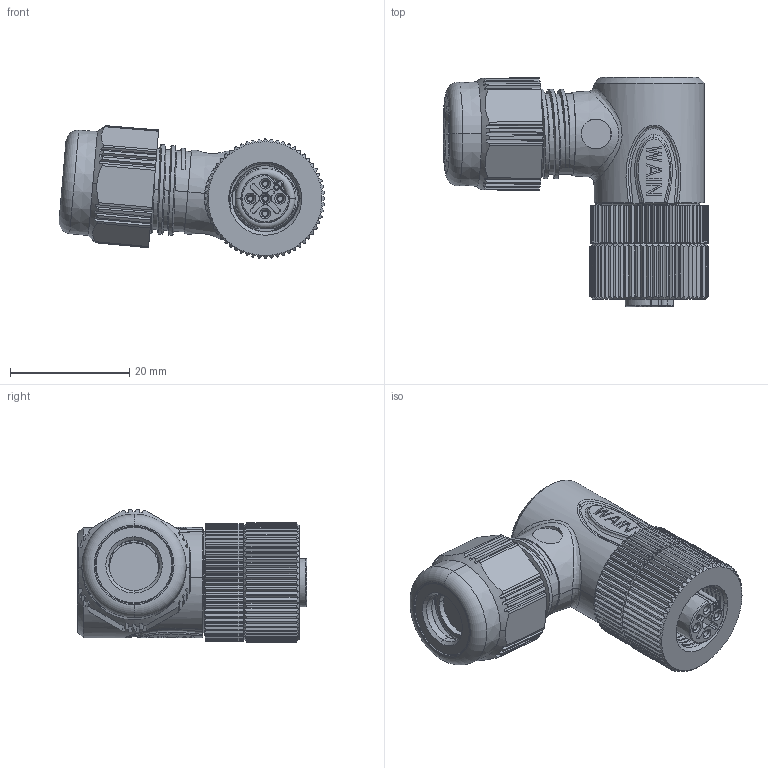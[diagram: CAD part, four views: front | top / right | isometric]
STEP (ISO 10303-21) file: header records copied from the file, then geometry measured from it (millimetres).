
FILE_DESCRIPTION((''),'2;1');
FILE_NAME('PRT0001','2021-01-05T',('zh.su'),(''),'PRO/ENGINEER BY PARAMETRIC TECHNOLOGY CORPORATION, 2012480','PRO/ENGINEER BY PARAMETRIC TECHNOLOGY CORPORATION, 2012480','');
FILE_SCHEMA(('CONFIG_CONTROL_DESIGN'));
Length unit declared in the file: millimetre
Products named in the file (1): PRT0001
Bounding box: 44.52 x 38.4 x 22.22 mm (x, y, z)
Volume: 15279.8 mm3; surface area: 6966.4 mm2
Topology: 1 solids, 1 shells, 1129 faces, 3032 edges, 1942 vertices
Faces by surface type: plane 463, cylinder 346, cone 238, bspline 43, torus 31, extrusion 6, sphere 2
Entity records: 45981 total; most frequent: CARTESIAN_POINT 19194, ORIENTED_EDGE 6060, DIRECTION 4991, EDGE_CURVE 3030, VERTEX_POINT 1942, AXIS2_PLACEMENT_3D 1891, VECTOR 1209, LINE 1203
